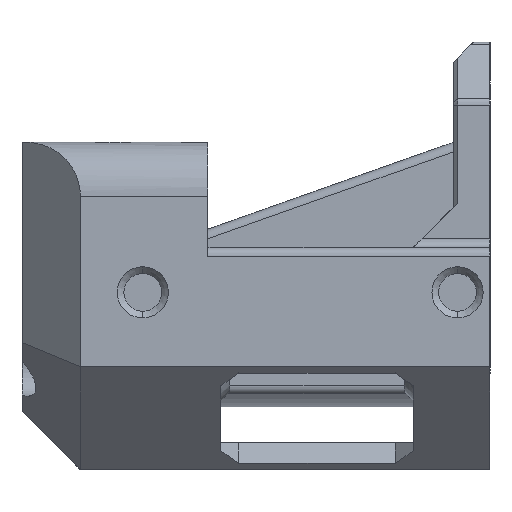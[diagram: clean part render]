
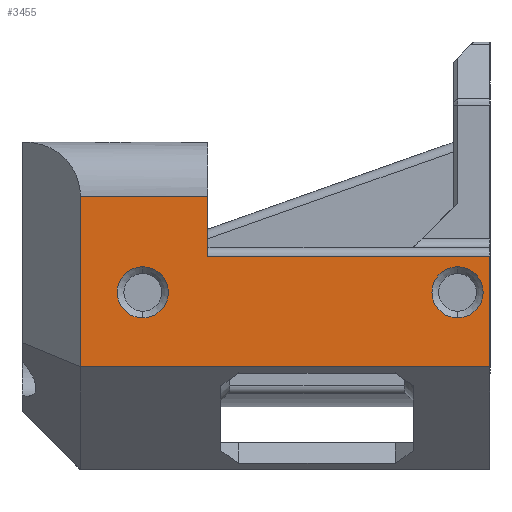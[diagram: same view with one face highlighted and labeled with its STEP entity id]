
A CAD part, left-side view. The second image highlights one B-rep face of the part: STEP entity #3455.
In plain terms, the highlighted planar face has unit normal (-1, 0, 0).
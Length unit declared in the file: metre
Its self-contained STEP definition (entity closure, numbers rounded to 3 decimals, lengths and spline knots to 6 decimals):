
#63=PLANE('',#3842);
#289=LINE('',#5579,#568);
#358=LINE('',#5892,#637);
#421=LINE('',#6139,#700);
#432=LINE('',#6165,#711);
#433=LINE('',#6167,#712);
#434=LINE('',#6169,#713);
#568=VECTOR('',#4305,1.);
#637=VECTOR('',#4538,1.);
#700=VECTOR('',#4753,1.);
#711=VECTOR('',#4784,1.);
#712=VECTOR('',#4785,1.);
#713=VECTOR('',#4786,1.);
#1406=ORIENTED_EDGE('',*,*,#2235,.F.);
#1407=ORIENTED_EDGE('',*,*,#2249,.T.);
#1408=ORIENTED_EDGE('',*,*,#2250,.T.);
#1409=ORIENTED_EDGE('',*,*,#2251,.T.);
#1410=ORIENTED_EDGE('',*,*,#2138,.T.);
#1411=ORIENTED_EDGE('',*,*,#1999,.F.);
#1412=ORIENTED_EDGE('',*,*,#1843,.T.);
#1413=ORIENTED_EDGE('',*,*,#2252,.T.);
#1414=ORIENTED_EDGE('',*,*,#2253,.T.);
#1415=ORIENTED_EDGE('',*,*,#1848,.T.);
#1416=ORIENTED_EDGE('',*,*,#2254,.T.);
#1417=ORIENTED_EDGE('',*,*,#2255,.T.);
#1843=EDGE_CURVE('',#2365,#2364,#2695,.T.);
#1848=EDGE_CURVE('',#2370,#2369,#2698,.T.);
#1999=EDGE_CURVE('',#2503,#2504,#289,.T.);
#2138=EDGE_CURVE('',#2598,#2504,#358,.T.);
#2235=EDGE_CURVE('',#2646,#2503,#421,.T.);
#2249=EDGE_CURVE('',#2646,#2652,#432,.T.);
#2250=EDGE_CURVE('',#2652,#2653,#433,.T.);
#2251=EDGE_CURVE('',#2653,#2598,#434,.T.);
#2252=EDGE_CURVE('',#2364,#2654,#2863,.T.);
#2253=EDGE_CURVE('',#2654,#2365,#2864,.T.);
#2254=EDGE_CURVE('',#2369,#2655,#2865,.T.);
#2255=EDGE_CURVE('',#2655,#2370,#2866,.T.);
#2364=VERTEX_POINT('',#5153);
#2365=VERTEX_POINT('',#5155);
#2369=VERTEX_POINT('',#5164);
#2370=VERTEX_POINT('',#5166);
#2503=VERTEX_POINT('',#5578);
#2504=VERTEX_POINT('',#5580);
#2598=VERTEX_POINT('',#5872);
#2646=VERTEX_POINT('',#6138);
#2652=VERTEX_POINT('',#6166);
#2653=VERTEX_POINT('',#6168);
#2654=VERTEX_POINT('',#6171);
#2655=VERTEX_POINT('',#6174);
#2695=CIRCLE('',#3565,0.00285);
#2698=CIRCLE('',#3569,0.00285);
#2863=CIRCLE('',#3843,0.00285);
#2864=CIRCLE('',#3844,0.00285);
#2865=CIRCLE('',#3845,0.00285);
#2866=CIRCLE('',#3846,0.00285);
#3025=EDGE_LOOP('',(#1406,#1407,#1408,#1409,#1410,#1411));
#3026=EDGE_LOOP('',(#1412,#1413,#1414));
#3027=EDGE_LOOP('',(#1415,#1416,#1417));
#3240=FACE_BOUND('',#3025,.T.);
#3241=FACE_BOUND('',#3026,.T.);
#3242=FACE_BOUND('',#3027,.T.);
#3455=ADVANCED_FACE('',(#3240,#3241,#3242),#63,.F.);
#3565=AXIS2_PLACEMENT_3D('',#5154,#4011,#4012);
#3569=AXIS2_PLACEMENT_3D('',#5165,#4021,#4022);
#3842=AXIS2_PLACEMENT_3D('',#6164,#4782,#4783);
#3843=AXIS2_PLACEMENT_3D('',#6170,#4787,#4788);
#3844=AXIS2_PLACEMENT_3D('',#6172,#4789,#4790);
#3845=AXIS2_PLACEMENT_3D('',#6173,#4791,#4792);
#3846=AXIS2_PLACEMENT_3D('',#6175,#4793,#4794);
#4011=DIRECTION('',(1.,0.,0.));
#4012=DIRECTION('',(0.,-1.,0.));
#4021=DIRECTION('',(1.,0.,0.));
#4022=DIRECTION('',(0.,-1.,0.));
#4305=DIRECTION('',(0.,-1.,0.));
#4538=DIRECTION('',(0.,0.,1.));
#4753=DIRECTION('',(0.,0.,-1.));
#4782=DIRECTION('',(1.,0.,0.));
#4783=DIRECTION('',(0.,0.,-1.));
#4784=DIRECTION('',(0.,1.,0.));
#4785=DIRECTION('',(0.,0.,-1.));
#4786=DIRECTION('',(0.,-1.,0.));
#4787=DIRECTION('',(1.,0.,0.));
#4788=DIRECTION('',(0.,-1.,0.));
#4789=DIRECTION('',(1.,0.,0.));
#4790=DIRECTION('',(0.,-1.,0.));
#4791=DIRECTION('',(1.,0.,0.));
#4792=DIRECTION('',(0.,-1.,0.));
#4793=DIRECTION('',(1.,0.,0.));
#4794=DIRECTION('',(0.,-1.,0.));
#5153=CARTESIAN_POINT('',(-0.043759,0.021454,0.008322));
#5154=CARTESIAN_POINT('',(-0.043759,0.021454,0.005472));
#5155=CARTESIAN_POINT('',(-0.043759,0.021454,0.002622));
#5164=CARTESIAN_POINT('',(-0.043759,-0.0136,0.008322));
#5165=CARTESIAN_POINT('',(-0.043759,-0.0136,0.005472));
#5166=CARTESIAN_POINT('',(-0.043759,-0.0136,0.002622));
#5578=CARTESIAN_POINT('',(-0.043759,0.0142,0.009472));
#5579=CARTESIAN_POINT('',(-0.043759,-0.013098,0.009472));
#5580=CARTESIAN_POINT('',(-0.043759,-0.017215,0.009472));
#5872=CARTESIAN_POINT('',(-0.043759,-0.017215,-0.002814));
#5892=CARTESIAN_POINT('',(-0.043759,-0.017215,0.003122));
#6138=CARTESIAN_POINT('',(-0.043759,0.0142,0.016172));
#6139=CARTESIAN_POINT('',(-0.043759,0.0142,0.015822));
#6164=CARTESIAN_POINT('',(-0.043759,0.014202,0.003122));
#6165=CARTESIAN_POINT('',(-0.043759,0.0284,0.016172));
#6166=CARTESIAN_POINT('',(-0.043759,0.0284,0.016172));
#6167=CARTESIAN_POINT('',(-0.043759,0.0284,-0.002814));
#6168=CARTESIAN_POINT('',(-0.043759,0.0284,-0.002814));
#6169=CARTESIAN_POINT('',(-0.043759,0.069704,-0.002814));
#6170=CARTESIAN_POINT('',(-0.043759,0.021454,0.005472));
#6171=CARTESIAN_POINT('',(-0.043759,0.018604,0.005472));
#6172=CARTESIAN_POINT('',(-0.043759,0.021454,0.005472));
#6173=CARTESIAN_POINT('',(-0.043759,-0.0136,0.005472));
#6174=CARTESIAN_POINT('',(-0.043759,-0.01645,0.005472));
#6175=CARTESIAN_POINT('',(-0.043759,-0.0136,0.005472));
